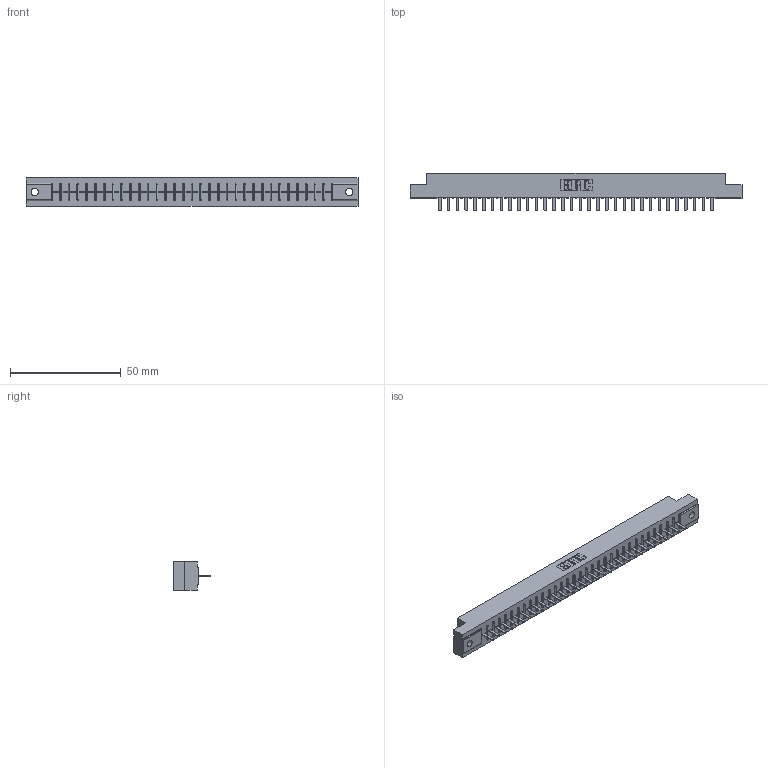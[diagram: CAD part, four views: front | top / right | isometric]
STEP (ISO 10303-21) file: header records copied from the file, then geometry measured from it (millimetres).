
FILE_DESCRIPTION (( 'STEP AP203' ), '1' );
FILE_NAME ('306-032-420-102.STEP', '2020-09-22T02:12:36', ( '' ), ( '' ), 'SwSTEP 2.0', 'SolidWorks 2020', '' );
FILE_SCHEMA (( 'CONFIG_CONTROL_DESIGN' ));
Length unit declared in the file: inch
Products named in the file (3): 306-032-420-102; 306-290-001_120; 306 Part_.128 Dia
Assembly tree (33 placements, depth 2):
  306-032-420-102
    306 Part_.128 Dia
    306-290-001_120  x32
Bounding box: 149.81 x 17.12 x 12.7 mm (x, y, z)
Volume: 16441.6 mm3; surface area: 16508.7 mm2
Topology: 33 solids, 33 shells, 2356 faces, 6620 edges, 4240 vertices
Faces by surface type: plane 1572, cylinder 656, sphere 128
Entity records: 31095 total; most frequent: CARTESIAN_POINT 5219, ORIENTED_EDGE 5172, DIRECTION 5148, EDGE_CURVE 2586, LINE 2018, VECTOR 2018, VERTEX_POINT 1636, AXIS2_PLACEMENT_3D 1565
